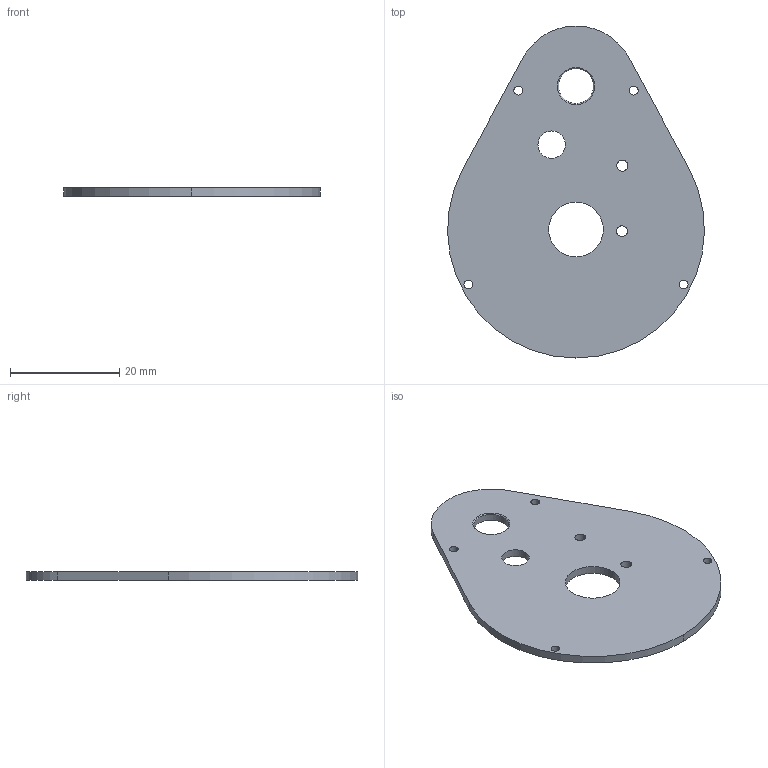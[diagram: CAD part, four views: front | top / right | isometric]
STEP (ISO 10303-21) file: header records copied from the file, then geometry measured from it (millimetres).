
FILE_DESCRIPTION(('CATIA V5 STEP Exchange'),'2;1');
FILE_NAME('MotoReducteur_PlatineEntree.stp','2020-11-26T11:37:05+00:00',('none'),('none'),'CATIA Version 5-6 Release 2017 SP5','CATIA V5 STEP AP203','none');
FILE_SCHEMA(('CONFIG_CONTROL_DESIGN'));
Length unit declared in the file: millimetre
Products named in the file (1): MotoReducteur_PlatineEntree
Bounding box: 46.99 x 60.75 x 1.5 mm (x, y, z)
Volume: 2884.5 mm3; surface area: 4244.5 mm2
Topology: 1 solids, 1 shells, 28 faces, 76 edges, 50 vertices
Faces by surface type: cylinder 22, plane 4, cone 2
Entity records: 886 total; most frequent: ORIENTED_EDGE 152, CARTESIAN_POINT 144, DIRECTION 110, EDGE_CURVE 76, AXIS2_PLACEMENT_3D 64, VERTEX_POINT 50, CIRCLE 46, EDGE_LOOP 46
